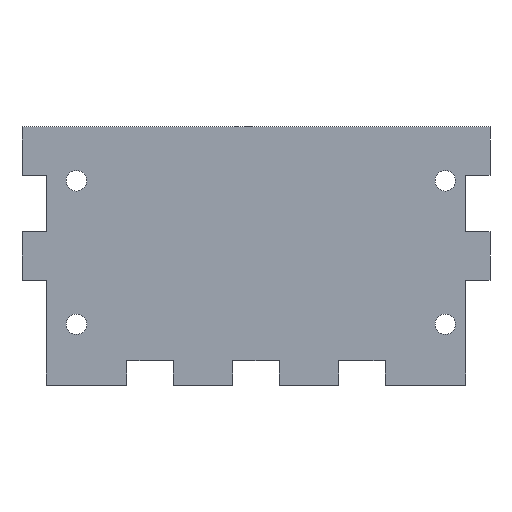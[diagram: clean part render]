
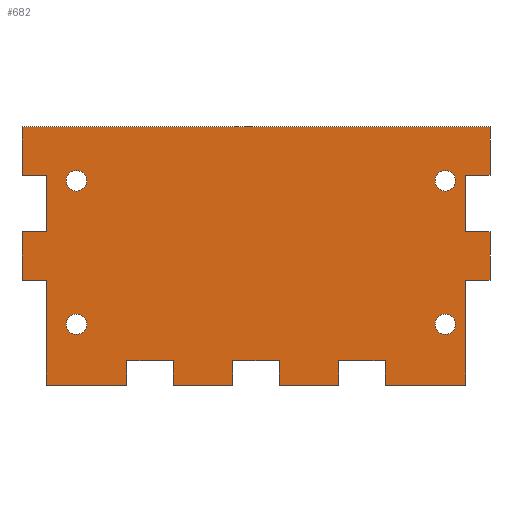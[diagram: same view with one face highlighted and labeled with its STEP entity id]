
A CAD part, front view. The second image highlights one B-rep face of the part: STEP entity #682.
In plain terms, the highlighted planar face has unit normal (0, -1, 0).
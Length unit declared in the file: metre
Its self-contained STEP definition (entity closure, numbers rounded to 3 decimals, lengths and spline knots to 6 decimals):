
#16=CIRCLE('',#730,0.00127);
#17=CIRCLE('',#731,0.00127);
#18=CIRCLE('',#732,0.00127);
#19=CIRCLE('',#733,0.00127);
#136=ORIENTED_EDGE('',*,*,#292,.T.);
#137=ORIENTED_EDGE('',*,*,#293,.T.);
#138=ORIENTED_EDGE('',*,*,#294,.T.);
#139=ORIENTED_EDGE('',*,*,#295,.T.);
#140=ORIENTED_EDGE('',*,*,#210,.F.);
#141=ORIENTED_EDGE('',*,*,#214,.F.);
#142=ORIENTED_EDGE('',*,*,#217,.F.);
#143=ORIENTED_EDGE('',*,*,#220,.F.);
#144=ORIENTED_EDGE('',*,*,#223,.F.);
#145=ORIENTED_EDGE('',*,*,#226,.T.);
#146=ORIENTED_EDGE('',*,*,#229,.T.);
#147=ORIENTED_EDGE('',*,*,#232,.F.);
#148=ORIENTED_EDGE('',*,*,#235,.T.);
#149=ORIENTED_EDGE('',*,*,#238,.T.);
#150=ORIENTED_EDGE('',*,*,#241,.T.);
#151=ORIENTED_EDGE('',*,*,#244,.T.);
#152=ORIENTED_EDGE('',*,*,#247,.T.);
#153=ORIENTED_EDGE('',*,*,#250,.T.);
#154=ORIENTED_EDGE('',*,*,#253,.T.);
#155=ORIENTED_EDGE('',*,*,#256,.T.);
#156=ORIENTED_EDGE('',*,*,#259,.F.);
#157=ORIENTED_EDGE('',*,*,#262,.T.);
#158=ORIENTED_EDGE('',*,*,#265,.T.);
#159=ORIENTED_EDGE('',*,*,#268,.T.);
#160=ORIENTED_EDGE('',*,*,#271,.T.);
#161=ORIENTED_EDGE('',*,*,#274,.T.);
#162=ORIENTED_EDGE('',*,*,#277,.T.);
#163=ORIENTED_EDGE('',*,*,#280,.T.);
#164=ORIENTED_EDGE('',*,*,#283,.T.);
#165=ORIENTED_EDGE('',*,*,#286,.T.);
#166=ORIENTED_EDGE('',*,*,#289,.T.);
#167=ORIENTED_EDGE('',*,*,#291,.F.);
#210=EDGE_CURVE('',#302,#303,#366,.T.);
#214=EDGE_CURVE('',#305,#302,#370,.T.);
#217=EDGE_CURVE('',#307,#305,#373,.T.);
#220=EDGE_CURVE('',#309,#307,#376,.T.);
#223=EDGE_CURVE('',#311,#309,#379,.T.);
#226=EDGE_CURVE('',#311,#313,#382,.T.);
#229=EDGE_CURVE('',#313,#315,#385,.T.);
#232=EDGE_CURVE('',#317,#315,#388,.T.);
#235=EDGE_CURVE('',#317,#319,#391,.T.);
#238=EDGE_CURVE('',#319,#321,#394,.T.);
#241=EDGE_CURVE('',#321,#323,#397,.T.);
#244=EDGE_CURVE('',#323,#325,#400,.T.);
#247=EDGE_CURVE('',#325,#327,#403,.T.);
#250=EDGE_CURVE('',#327,#329,#406,.T.);
#253=EDGE_CURVE('',#329,#331,#409,.T.);
#256=EDGE_CURVE('',#331,#333,#412,.T.);
#259=EDGE_CURVE('',#335,#333,#415,.T.);
#262=EDGE_CURVE('',#335,#337,#418,.T.);
#265=EDGE_CURVE('',#337,#339,#421,.T.);
#268=EDGE_CURVE('',#339,#341,#424,.T.);
#271=EDGE_CURVE('',#341,#343,#427,.T.);
#274=EDGE_CURVE('',#343,#345,#430,.T.);
#277=EDGE_CURVE('',#345,#347,#433,.T.);
#280=EDGE_CURVE('',#347,#349,#436,.T.);
#283=EDGE_CURVE('',#349,#351,#439,.T.);
#286=EDGE_CURVE('',#351,#353,#442,.T.);
#289=EDGE_CURVE('',#353,#355,#445,.T.);
#291=EDGE_CURVE('',#303,#355,#447,.T.);
#292=EDGE_CURVE('',#356,#356,#16,.T.);
#293=EDGE_CURVE('',#357,#357,#17,.T.);
#294=EDGE_CURVE('',#358,#358,#18,.T.);
#295=EDGE_CURVE('',#359,#359,#19,.T.);
#302=VERTEX_POINT('',#919);
#303=VERTEX_POINT('',#921);
#305=VERTEX_POINT('',#927);
#307=VERTEX_POINT('',#933);
#309=VERTEX_POINT('',#939);
#311=VERTEX_POINT('',#945);
#313=VERTEX_POINT('',#951);
#315=VERTEX_POINT('',#957);
#317=VERTEX_POINT('',#963);
#319=VERTEX_POINT('',#969);
#321=VERTEX_POINT('',#975);
#323=VERTEX_POINT('',#981);
#325=VERTEX_POINT('',#987);
#327=VERTEX_POINT('',#993);
#329=VERTEX_POINT('',#999);
#331=VERTEX_POINT('',#1005);
#333=VERTEX_POINT('',#1011);
#335=VERTEX_POINT('',#1017);
#337=VERTEX_POINT('',#1023);
#339=VERTEX_POINT('',#1029);
#341=VERTEX_POINT('',#1035);
#343=VERTEX_POINT('',#1041);
#345=VERTEX_POINT('',#1047);
#347=VERTEX_POINT('',#1053);
#349=VERTEX_POINT('',#1059);
#351=VERTEX_POINT('',#1065);
#353=VERTEX_POINT('',#1071);
#355=VERTEX_POINT('',#1077);
#356=VERTEX_POINT('',#1084);
#357=VERTEX_POINT('',#1086);
#358=VERTEX_POINT('',#1088);
#359=VERTEX_POINT('',#1090);
#366=LINE('',#920,#450);
#370=LINE('',#928,#454);
#373=LINE('',#934,#457);
#376=LINE('',#940,#460);
#379=LINE('',#946,#463);
#382=LINE('',#952,#466);
#385=LINE('',#958,#469);
#388=LINE('',#964,#472);
#391=LINE('',#970,#475);
#394=LINE('',#976,#478);
#397=LINE('',#982,#481);
#400=LINE('',#988,#484);
#403=LINE('',#994,#487);
#406=LINE('',#1000,#490);
#409=LINE('',#1006,#493);
#412=LINE('',#1012,#496);
#415=LINE('',#1018,#499);
#418=LINE('',#1024,#502);
#421=LINE('',#1030,#505);
#424=LINE('',#1036,#508);
#427=LINE('',#1042,#511);
#430=LINE('',#1048,#514);
#433=LINE('',#1054,#517);
#436=LINE('',#1060,#520);
#439=LINE('',#1066,#523);
#442=LINE('',#1072,#526);
#445=LINE('',#1078,#529);
#447=LINE('',#1081,#531);
#450=VECTOR('',#749,1.);
#454=VECTOR('',#755,1.);
#457=VECTOR('',#760,1.);
#460=VECTOR('',#765,1.);
#463=VECTOR('',#770,1.);
#466=VECTOR('',#775,1.);
#469=VECTOR('',#780,1.);
#472=VECTOR('',#785,1.);
#475=VECTOR('',#790,1.);
#478=VECTOR('',#795,1.);
#481=VECTOR('',#800,1.);
#484=VECTOR('',#805,1.);
#487=VECTOR('',#810,1.);
#490=VECTOR('',#815,1.);
#493=VECTOR('',#820,1.);
#496=VECTOR('',#825,1.);
#499=VECTOR('',#830,1.);
#502=VECTOR('',#835,1.);
#505=VECTOR('',#840,1.);
#508=VECTOR('',#845,1.);
#511=VECTOR('',#850,1.);
#514=VECTOR('',#855,1.);
#517=VECTOR('',#860,1.);
#520=VECTOR('',#865,1.);
#523=VECTOR('',#870,1.);
#526=VECTOR('',#875,1.);
#529=VECTOR('',#880,1.);
#531=VECTOR('',#884,1.);
#560=EDGE_LOOP('',(#136));
#561=EDGE_LOOP('',(#137));
#562=EDGE_LOOP('',(#138));
#563=EDGE_LOOP('',(#139));
#564=EDGE_LOOP('',(#140,#141,#142,#143,#144,#145,#146,#147,#148,#149,#150,
#151,#152,#153,#154,#155,#156,#157,#158,#159,#160,#161,#162,#163,#164,#165,
#166,#167));
#606=FACE_BOUND('',#560,.T.);
#607=FACE_BOUND('',#561,.T.);
#608=FACE_BOUND('',#562,.T.);
#609=FACE_BOUND('',#563,.T.);
#610=FACE_BOUND('',#564,.T.);
#652=PLANE('',#729);
#682=ADVANCED_FACE('',(#606,#607,#608,#609,#610),#652,.T.);
#729=AXIS2_PLACEMENT_3D('',#1082,#885,#886);
#730=AXIS2_PLACEMENT_3D('',#1083,#887,#888);
#731=AXIS2_PLACEMENT_3D('',#1085,#889,#890);
#732=AXIS2_PLACEMENT_3D('',#1087,#891,#892);
#733=AXIS2_PLACEMENT_3D('',#1089,#893,#894);
#749=DIRECTION('',(0.,0.,-1.));
#755=DIRECTION('',(-1.,0.,0.));
#760=DIRECTION('',(0.,0.,-1.));
#765=DIRECTION('',(1.,0.,0.));
#770=DIRECTION('',(0.,0.,-1.));
#775=DIRECTION('',(1.,0.,0.));
#780=DIRECTION('',(0.,0.,1.));
#785=DIRECTION('',(1.,0.,0.));
#790=DIRECTION('',(0.,0.,-1.));
#795=DIRECTION('',(1.,0.,0.));
#800=DIRECTION('',(0.,0.,-1.));
#805=DIRECTION('',(-1.,0.,0.));
#810=DIRECTION('',(0.,0.,-1.));
#815=DIRECTION('',(1.,0.,0.));
#820=DIRECTION('',(0.,0.,-1.));
#825=DIRECTION('',(1.,0.,0.));
#830=DIRECTION('',(0.,0.,-1.));
#835=DIRECTION('',(1.,0.,0.));
#840=DIRECTION('',(0.,0.,-1.));
#845=DIRECTION('',(1.,0.,0.));
#850=DIRECTION('',(0.,0.,1.));
#855=DIRECTION('',(1.,0.,0.));
#860=DIRECTION('',(0.,0.,-1.));
#865=DIRECTION('',(1.,0.,0.));
#870=DIRECTION('',(0.,0.,1.));
#875=DIRECTION('',(1.,0.,0.));
#880=DIRECTION('',(0.,0.,-1.));
#884=DIRECTION('',(-1.,0.,0.));
#885=DIRECTION('',(0.,-1.,0.));
#886=DIRECTION('',(1.,0.,0.));
#887=DIRECTION('',(0.,1.,0.));
#888=DIRECTION('',(0.,0.,1.));
#889=DIRECTION('',(0.,1.,0.));
#890=DIRECTION('',(0.,0.,1.));
#891=DIRECTION('',(0.,1.,0.));
#892=DIRECTION('',(0.,0.,1.));
#893=DIRECTION('',(0.,1.,0.));
#894=DIRECTION('',(0.,0.,1.));
#919=CARTESIAN_POINT('',(0.055,-0.003,0.013));
#920=CARTESIAN_POINT('',(0.055,-0.003,0.0015));
#921=CARTESIAN_POINT('',(0.055,-0.003,0.));
#927=CARTESIAN_POINT('',(0.058,-0.003,0.013));
#928=CARTESIAN_POINT('',(0.0565,-0.003,0.013));
#933=CARTESIAN_POINT('',(0.058,-0.003,0.019));
#934=CARTESIAN_POINT('',(0.058,-0.003,0.016));
#939=CARTESIAN_POINT('',(0.055,-0.003,0.019));
#940=CARTESIAN_POINT('',(0.0565,-0.003,0.019));
#945=CARTESIAN_POINT('',(0.055,-0.003,0.026));
#946=CARTESIAN_POINT('',(0.055,-0.003,0.0225));
#951=CARTESIAN_POINT('',(0.058,-0.003,0.026));
#952=CARTESIAN_POINT('',(0.0565,-0.003,0.026));
#957=CARTESIAN_POINT('',(0.058,-0.003,0.032));
#958=CARTESIAN_POINT('',(0.058,-0.003,0.029));
#963=CARTESIAN_POINT('',(0.,-0.003,0.032));
#964=CARTESIAN_POINT('',(0.0305,-0.003,0.032));
#969=CARTESIAN_POINT('',(0.,-0.003,0.026));
#970=CARTESIAN_POINT('',(0.,-0.003,0.029));
#975=CARTESIAN_POINT('',(0.003,-0.003,0.026));
#976=CARTESIAN_POINT('',(0.0015,-0.003,0.026));
#981=CARTESIAN_POINT('',(0.003,-0.003,0.019));
#982=CARTESIAN_POINT('',(0.003,-0.003,0.0225));
#987=CARTESIAN_POINT('',(0.,-0.003,0.019));
#988=CARTESIAN_POINT('',(0.0015,-0.003,0.019));
#993=CARTESIAN_POINT('',(0.,-0.003,0.013));
#994=CARTESIAN_POINT('',(0.,-0.003,0.016));
#999=CARTESIAN_POINT('',(0.003,-0.003,0.013));
#1000=CARTESIAN_POINT('',(0.0015,-0.003,0.013));
#1005=CARTESIAN_POINT('',(0.003,-0.003,0.));
#1006=CARTESIAN_POINT('',(0.003,-0.003,0.0065));
#1011=CARTESIAN_POINT('',(0.013,-0.003,0.));
#1012=CARTESIAN_POINT('',(0.008,-0.003,0.));
#1017=CARTESIAN_POINT('',(0.013,-0.003,0.003));
#1018=CARTESIAN_POINT('',(0.013,-0.003,0.0015));
#1023=CARTESIAN_POINT('',(0.01875,-0.003,0.003));
#1024=CARTESIAN_POINT('',(0.015875,-0.003,0.003));
#1029=CARTESIAN_POINT('',(0.01875,-0.003,0.));
#1030=CARTESIAN_POINT('',(0.01875,-0.003,0.0015));
#1035=CARTESIAN_POINT('',(0.026125,-0.003,0.));
#1036=CARTESIAN_POINT('',(0.022438,-0.003,0.));
#1041=CARTESIAN_POINT('',(0.026125,-0.003,0.003));
#1042=CARTESIAN_POINT('',(0.026125,-0.003,0.0015));
#1047=CARTESIAN_POINT('',(0.031875,-0.003,0.003));
#1048=CARTESIAN_POINT('',(0.029,-0.003,0.003));
#1053=CARTESIAN_POINT('',(0.031875,-0.003,0.));
#1054=CARTESIAN_POINT('',(0.031875,-0.003,0.0015));
#1059=CARTESIAN_POINT('',(0.03925,-0.003,0.));
#1060=CARTESIAN_POINT('',(0.035563,-0.003,0.));
#1065=CARTESIAN_POINT('',(0.03925,-0.003,0.003));
#1066=CARTESIAN_POINT('',(0.03925,-0.003,0.0015));
#1071=CARTESIAN_POINT('',(0.045,-0.003,0.003));
#1072=CARTESIAN_POINT('',(0.042125,-0.003,0.003));
#1077=CARTESIAN_POINT('',(0.045,-0.003,0.));
#1078=CARTESIAN_POINT('',(0.045,-0.003,0.0015));
#1081=CARTESIAN_POINT('',(0.05,-0.003,0.));
#1082=CARTESIAN_POINT('',(0.029531,-0.003,0.016));
#1083=CARTESIAN_POINT('',(0.05246,-0.003,0.00754));
#1084=CARTESIAN_POINT('',(0.05246,-0.003,0.00881));
#1085=CARTESIAN_POINT('',(0.00674,-0.003,0.00754));
#1086=CARTESIAN_POINT('',(0.00674,-0.003,0.00881));
#1087=CARTESIAN_POINT('',(0.00674,-0.003,0.02532));
#1088=CARTESIAN_POINT('',(0.00674,-0.003,0.02659));
#1089=CARTESIAN_POINT('',(0.05246,-0.003,0.02532));
#1090=CARTESIAN_POINT('',(0.05246,-0.003,0.02659));
